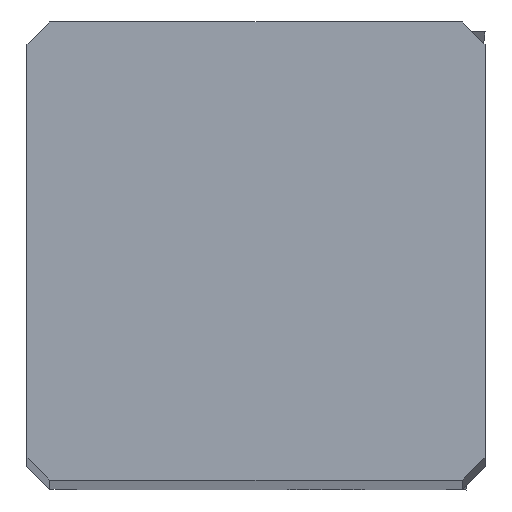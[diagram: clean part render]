
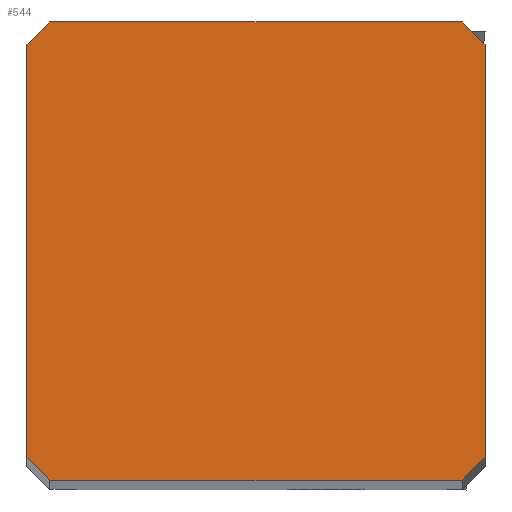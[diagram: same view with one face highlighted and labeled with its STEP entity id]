
A CAD part, top view. The second image highlights one B-rep face of the part: STEP entity #544.
In plain terms, the highlighted planar face has unit normal (0, 0, 1).
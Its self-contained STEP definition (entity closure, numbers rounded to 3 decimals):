
#472=FACE_OUTER_BOUND('',#661,.T.);
#544=ADVANCED_FACE('',(#472),#608,.T.);
#608=PLANE('',#1981);
#661=EDGE_LOOP('',(#810,#811,#812,#813,#814,#815,#816,#817));
#810=ORIENTED_EDGE('',*,*,#1312,.F.);
#811=ORIENTED_EDGE('',*,*,#1313,.F.);
#812=ORIENTED_EDGE('',*,*,#1309,.T.);
#813=ORIENTED_EDGE('',*,*,#1314,.F.);
#814=ORIENTED_EDGE('',*,*,#1315,.F.);
#815=ORIENTED_EDGE('',*,*,#1316,.F.);
#816=ORIENTED_EDGE('',*,*,#1317,.T.);
#817=ORIENTED_EDGE('',*,*,#1318,.F.);
#1153=VERTEX_POINT('',#2629);
#1159=VERTEX_POINT('',#2641);
#1162=VERTEX_POINT('',#2649);
#1163=VERTEX_POINT('',#2650);
#1164=VERTEX_POINT('',#2653);
#1165=VERTEX_POINT('',#2655);
#1166=VERTEX_POINT('',#2657);
#1167=VERTEX_POINT('',#2659);
#1309=EDGE_CURVE('',#1153,#1159,#1622,.T.);
#1312=EDGE_CURVE('',#1162,#1163,#1623,.T.);
#1313=EDGE_CURVE('',#1153,#1162,#1624,.T.);
#1314=EDGE_CURVE('',#1164,#1159,#1625,.T.);
#1315=EDGE_CURVE('',#1165,#1164,#1626,.T.);
#1316=EDGE_CURVE('',#1166,#1165,#1627,.T.);
#1317=EDGE_CURVE('',#1166,#1167,#1628,.T.);
#1318=EDGE_CURVE('',#1163,#1167,#1629,.T.);
#1622=LINE('',#2642,#1737);
#1623=LINE('',#2648,#1738);
#1624=LINE('',#2651,#1739);
#1625=LINE('',#2652,#1740);
#1626=LINE('',#2654,#1741);
#1627=LINE('',#2656,#1742);
#1628=LINE('',#2658,#1743);
#1629=LINE('',#2660,#1744);
#1737=VECTOR('',#2221,1.);
#1738=VECTOR('',#2228,1.);
#1739=VECTOR('',#2229,1.);
#1740=VECTOR('',#2230,1.);
#1741=VECTOR('',#2231,1.);
#1742=VECTOR('',#2232,1.);
#1743=VECTOR('',#2233,1.);
#1744=VECTOR('',#2234,1.);
#1981=AXIS2_PLACEMENT_3D('',#2661,#2235,#2236);
#2221=DIRECTION('',(1.,0.,0.));
#2228=DIRECTION('',(0.,1.,0.));
#2229=DIRECTION('',(-0.707,0.707,0.));
#2230=DIRECTION('',(-0.707,-0.707,0.));
#2231=DIRECTION('',(0.,-1.,0.));
#2232=DIRECTION('',(0.707,-0.707,0.));
#2233=DIRECTION('',(-1.,0.,0.));
#2234=DIRECTION('',(0.707,0.707,0.));
#2235=DIRECTION('',(0.,0.,1.));
#2236=DIRECTION('',(-1.,0.,0.));
#2629=CARTESIAN_POINT('',(0.5,0.,0.));
#2641=CARTESIAN_POINT('',(9.5,0.,0.));
#2642=CARTESIAN_POINT('',(0.5,0.,0.));
#2648=CARTESIAN_POINT('',(0.,0.5,0.));
#2649=CARTESIAN_POINT('',(0.,0.5,0.));
#2650=CARTESIAN_POINT('',(0.,9.5,0.));
#2651=CARTESIAN_POINT('',(0.5,0.,0.));
#2652=CARTESIAN_POINT('',(10.,0.5,0.));
#2653=CARTESIAN_POINT('',(10.,0.5,0.));
#2654=CARTESIAN_POINT('',(10.,9.5,0.));
#2655=CARTESIAN_POINT('',(10.,9.5,0.));
#2656=CARTESIAN_POINT('',(9.5,10.,0.));
#2657=CARTESIAN_POINT('',(9.5,10.,0.));
#2658=CARTESIAN_POINT('',(9.5,10.,0.));
#2659=CARTESIAN_POINT('',(0.5,10.,0.));
#2660=CARTESIAN_POINT('',(0.,9.5,0.));
#2661=CARTESIAN_POINT('',(5.,5.,0.));
